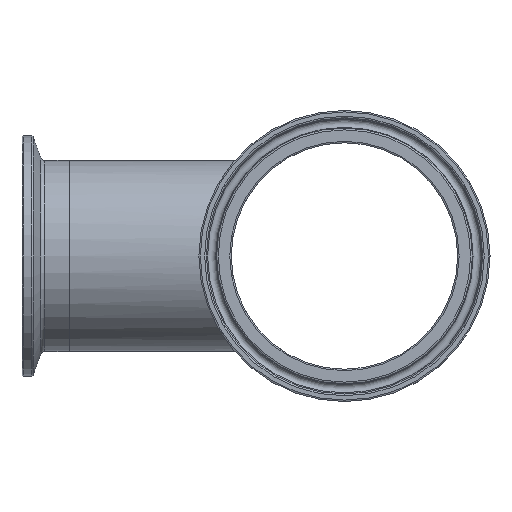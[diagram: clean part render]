
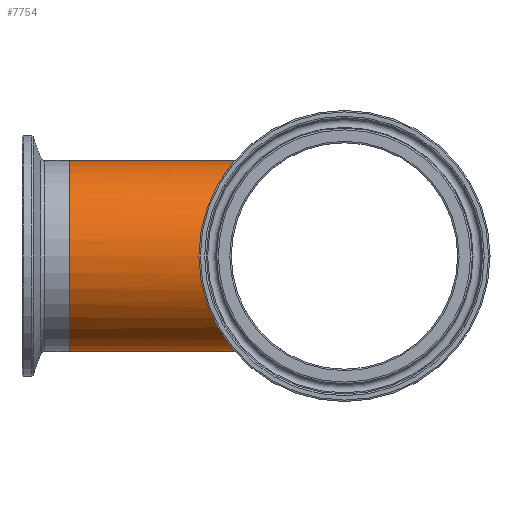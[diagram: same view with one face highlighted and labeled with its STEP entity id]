
A CAD part, left-side view. The second image highlights one B-rep face of the part: STEP entity #7754.
In plain terms, the highlighted cylindrical face has radius 25.4 mm (diameter 50.8 mm), a full revolution.
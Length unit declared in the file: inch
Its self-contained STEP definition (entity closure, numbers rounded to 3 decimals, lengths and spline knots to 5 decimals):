
#193=FACE_BOUND('',#1524,.T.);
#989=FACE_OUTER_BOUND('',#1523,.T.);
#1523=EDGE_LOOP('',(#7153));
#1524=EDGE_LOOP('',(#7154));
#1908=B_SPLINE_CURVE_WITH_KNOTS('',3,(#16866,#16867,#16868,#16869,#16870,
#16871,#16872,#16873,#16874,#16875,#16876,#16877,#16878,#16879,#16880,#16881,
#16882,#16883,#16884,#16885,#16886,#16887,#16888,#16889,#16890),
 .UNSPECIFIED.,.T.,.F.,(4,1,1,1,1,1,1,1,1,1,1,1,1,1,1,1,1,1,1,1,1,1,4),
(0.,0.58604,1.17208,2.34417,3.12555,
3.90694,4.68833,5.46972,6.25111,7.0325,
7.81388,8.20458,8.59527,9.37666,10.15805,
10.93944,11.72083,12.30687,12.89291,14.06499,
15.23707,15.82312,16.40916),.UNSPECIFIED.);
#3094=CIRCLE('',#8241,1.);
#3850=VERTEX_POINT('',#16737);
#3851=VERTEX_POINT('',#16864);
#4954=EDGE_CURVE('',#3850,#3850,#3094,.T.);
#4956=EDGE_CURVE('',#3851,#3851,#1908,.T.);
#7153=ORIENTED_EDGE('',*,*,#4954,.T.);
#7154=ORIENTED_EDGE('',*,*,#4956,.F.);
#7215=CYLINDRICAL_SURFACE('',#8243,1.);
#7754=ADVANCED_FACE('',(#989,#193),#7215,.T.);
#8241=AXIS2_PLACEMENT_3D('',#16738,#9710,#9711);
#8243=AXIS2_PLACEMENT_3D('',#16891,#9714,#9715);
#9710=DIRECTION('center_axis',(0.,-1.,0.));
#9711=DIRECTION('ref_axis',(1.,0.,0.));
#9714=DIRECTION('center_axis',(0.,-1.,0.));
#9715=DIRECTION('ref_axis',(1.,0.,0.));
#16737=CARTESIAN_POINT('',(-1.,2.875,0.));
#16738=CARTESIAN_POINT('Origin',(0.,2.875,0.));
#16864=CARTESIAN_POINT('',(0.,0.77055,1.));
#16866=CARTESIAN_POINT('Ctrl Pts',(0.,0.77047,
1.00002));
#16867=CARTESIAN_POINT('Ctrl Pts',(-0.07927,0.77047,
1.));
#16868=CARTESIAN_POINT('Ctrl Pts',(-0.23781,0.80006,
0.98052));
#16869=CARTESIAN_POINT('Ctrl Pts',(-0.51405,0.9322,
0.87818));
#16870=CARTESIAN_POINT('Ctrl Pts',(-0.75604,1.10986,
0.68713));
#16871=CARTESIAN_POINT('Ctrl Pts',(-0.93769,1.25861,
0.39044));
#16872=CARTESIAN_POINT('Ctrl Pts',(-1.01401,1.32473,0.08172));
#16873=CARTESIAN_POINT('Ctrl Pts',(-0.98762,1.30165,
-0.24132));
#16874=CARTESIAN_POINT('Ctrl Pts',(-0.868,1.2003,
-0.52536));
#16875=CARTESIAN_POINT('Ctrl Pts',(-0.68275,1.05445,
-0.74856));
#16876=CARTESIAN_POINT('Ctrl Pts',(-0.44924,0.89686,
-0.90862));
#16877=CARTESIAN_POINT('Ctrl Pts',(-0.21205,0.79005,
-0.98698));
#16878=CARTESIAN_POINT('Ctrl Pts',(0.00002,0.76399,
-1.00437));
#16879=CARTESIAN_POINT('Ctrl Pts',(0.21198,0.78998,
-0.98699));
#16880=CARTESIAN_POINT('Ctrl Pts',(0.44927,0.89687,
-0.90866));
#16881=CARTESIAN_POINT('Ctrl Pts',(0.68277,1.05444,-0.74846));
#16882=CARTESIAN_POINT('Ctrl Pts',(0.86807,1.20037,-0.52548));
#16883=CARTESIAN_POINT('Ctrl Pts',(0.97749,1.29308,-0.26475));
#16884=CARTESIAN_POINT('Ctrl Pts',(1.00969,1.32089,-0.00024));
#16885=CARTESIAN_POINT('Ctrl Pts',(0.97102,1.28741,0.31857));
#16886=CARTESIAN_POINT('Ctrl Pts',(0.7932,1.13723,0.65878));
#16887=CARTESIAN_POINT('Ctrl Pts',(0.51403,0.93217,
0.87783));
#16888=CARTESIAN_POINT('Ctrl Pts',(0.23781,0.80007,
0.98062));
#16889=CARTESIAN_POINT('Ctrl Pts',(0.07927,0.77047,
1.00003));
#16890=CARTESIAN_POINT('Ctrl Pts',(0.,0.77047,
1.00002));
#16891=CARTESIAN_POINT('Origin',(0.,2.875,0.));
